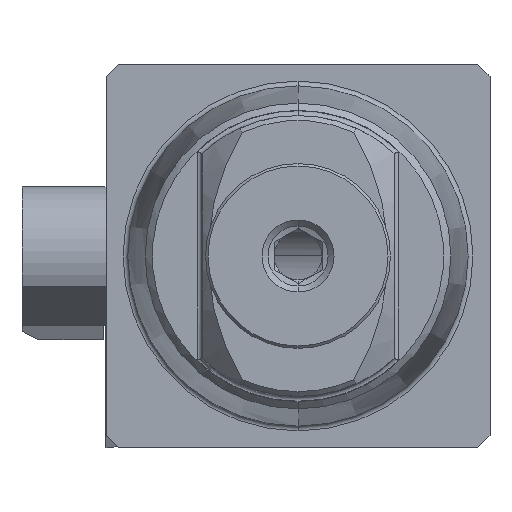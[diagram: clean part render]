
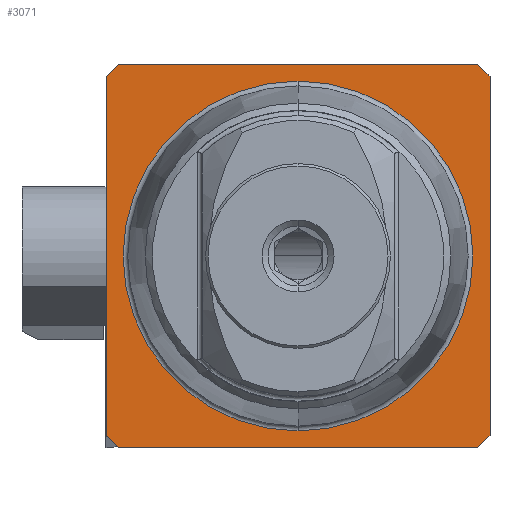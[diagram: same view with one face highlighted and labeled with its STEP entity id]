
A CAD part, left-side view. The second image highlights one B-rep face of the part: STEP entity #3071.
In plain terms, the highlighted planar face has unit normal (-1, 0, 0).
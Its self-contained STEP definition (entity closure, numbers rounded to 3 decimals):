
#93 = DIRECTION ( 'NONE',  ( 0., 0., 1. ) ) ;
#271 = ORIENTED_EDGE ( 'NONE', *, *, #2330, .T. ) ;
#286 = LINE ( 'NONE', #2871, #4822 ) ;
#360 = AXIS2_PLACEMENT_3D ( 'NONE', #5671, #2333, #7692 ) ;
#401 = FACE_BOUND ( 'NONE', #5547, .T. ) ;
#468 = ORIENTED_EDGE ( 'NONE', *, *, #7380, .F. ) ;
#609 = CARTESIAN_POINT ( 'NONE',  ( 0., -7.5, 8. ) ) ;
#686 = ORIENTED_EDGE ( 'NONE', *, *, #4748, .T. ) ;
#748 = CARTESIAN_POINT ( 'NONE',  ( 0., 0., 0. ) ) ;
#923 = CIRCLE ( 'NONE', #4735, 7.287 ) ;
#1195 = DIRECTION ( 'NONE',  ( 0., 0.707, -0.707 ) ) ;
#1214 = EDGE_CURVE ( 'NONE', #5524, #7547, #6752, .T. ) ;
#1346 = VECTOR ( 'NONE', #4750, 1000. ) ;
#1519 = VECTOR ( 'NONE', #7535, 1000. ) ;
#1550 = EDGE_CURVE ( 'NONE', #7357, #1827, #8612, .T. ) ;
#1811 = ORIENTED_EDGE ( 'NONE', *, *, #1550, .T. ) ;
#1827 = VERTEX_POINT ( 'NONE', #8420 ) ;
#2068 = VERTEX_POINT ( 'NONE', #4123 ) ;
#2125 = EDGE_CURVE ( 'NONE', #2424, #2068, #6687, .T. ) ;
#2177 = EDGE_CURVE ( 'NONE', #4097, #8043, #923, .T. ) ;
#2180 = DIRECTION ( 'NONE',  ( 0., 0., 1. ) ) ;
#2212 = ORIENTED_EDGE ( 'NONE', *, *, #1214, .F. ) ;
#2280 = DIRECTION ( 'NONE',  ( 0., 0., 1. ) ) ;
#2330 = EDGE_CURVE ( 'NONE', #5966, #2068, #3290, .T. ) ;
#2333 = DIRECTION ( 'NONE',  ( 1., 0., 0. ) ) ;
#2363 = VERTEX_POINT ( 'NONE', #609 ) ;
#2399 = CARTESIAN_POINT ( 'NONE',  ( 0., 7.5, -8. ) ) ;
#2424 = VERTEX_POINT ( 'NONE', #6628 ) ;
#2533 = DIRECTION ( 'NONE',  ( 0., -0.707, -0.707 ) ) ;
#2642 = DIRECTION ( 'NONE',  ( -1., 0., 0. ) ) ;
#2787 = CARTESIAN_POINT ( 'NONE',  ( 0., -8., 0. ) ) ;
#2792 = DIRECTION ( 'NONE',  ( 0., -0.707, 0.707 ) ) ;
#2871 = CARTESIAN_POINT ( 'NONE',  ( 0., 8., 0. ) ) ;
#3025 = VECTOR ( 'NONE', #2533, 1000. ) ;
#3067 = FACE_OUTER_BOUND ( 'NONE', #3990, .T. ) ;
#3071 = ADVANCED_FACE ( 'NONE', ( #401, #3067 ), #6329, .F. ) ;
#3078 = EDGE_CURVE ( 'NONE', #7357, #2363, #4350, .T. ) ;
#3290 = LINE ( 'NONE', #2399, #3025 ) ;
#3342 = ORIENTED_EDGE ( 'NONE', *, *, #8267, .F. ) ;
#3373 = LINE ( 'NONE', #6132, #1519 ) ;
#3441 = ORIENTED_EDGE ( 'NONE', *, *, #3078, .F. ) ;
#3537 = AXIS2_PLACEMENT_3D ( 'NONE', #748, #2642, #93 ) ;
#3692 = DIRECTION ( 'NONE',  ( 0., -1., 0. ) ) ;
#3708 = EDGE_CURVE ( 'NONE', #2424, #7547, #4112, .T. ) ;
#3718 = CARTESIAN_POINT ( 'NONE',  ( 0., 0., 0. ) ) ;
#3990 = EDGE_LOOP ( 'NONE', ( #3342, #271, #8283, #4156, #2212, #686, #3441, #1811 ) ) ;
#4041 = CARTESIAN_POINT ( 'NONE',  ( 0., 7.287, -8. ) ) ;
#4097 = VERTEX_POINT ( 'NONE', #4883 ) ;
#4112 = LINE ( 'NONE', #7370, #7105 ) ;
#4123 = CARTESIAN_POINT ( 'NONE',  ( 0., 7.5, -8. ) ) ;
#4156 = ORIENTED_EDGE ( 'NONE', *, *, #3708, .T. ) ;
#4187 = DIRECTION ( 'NONE',  ( 0., 0., -1. ) ) ;
#4350 = LINE ( 'NONE', #7038, #8345 ) ;
#4706 = CARTESIAN_POINT ( 'NONE',  ( 0., 7.5, 8. ) ) ;
#4735 = AXIS2_PLACEMENT_3D ( 'NONE', #3718, #4917, #2280 ) ;
#4748 = EDGE_CURVE ( 'NONE', #5524, #2363, #3373, .T. ) ;
#4750 = DIRECTION ( 'NONE',  ( 0., 1., 0. ) ) ;
#4822 = VECTOR ( 'NONE', #2180, 1000. ) ;
#4883 = CARTESIAN_POINT ( 'NONE',  ( 0., 0., 7.287 ) ) ;
#4903 = CARTESIAN_POINT ( 'NONE',  ( 0., 8., -7.5 ) ) ;
#4917 = DIRECTION ( 'NONE',  ( -1., 0., 0. ) ) ;
#4999 = VECTOR ( 'NONE', #1195, 1000. ) ;
#5239 = CIRCLE ( 'NONE', #3537, 7.287 ) ;
#5524 = VERTEX_POINT ( 'NONE', #6697 ) ;
#5547 = EDGE_LOOP ( 'NONE', ( #6483, #468 ) ) ;
#5671 = CARTESIAN_POINT ( 'NONE',  ( 0., 7.287, 0. ) ) ;
#5966 = VERTEX_POINT ( 'NONE', #4903 ) ;
#5989 = VECTOR ( 'NONE', #4187, 1000. ) ;
#6132 = CARTESIAN_POINT ( 'NONE',  ( 0., -7.5, 8. ) ) ;
#6329 = PLANE ( 'NONE',  #360 ) ;
#6399 = CARTESIAN_POINT ( 'NONE',  ( 0., -8., -7.5 ) ) ;
#6483 = ORIENTED_EDGE ( 'NONE', *, *, #2177, .F. ) ;
#6628 = CARTESIAN_POINT ( 'NONE',  ( 0., -7.5, -8. ) ) ;
#6687 = LINE ( 'NONE', #4041, #1346 ) ;
#6697 = CARTESIAN_POINT ( 'NONE',  ( 0., -8., 7.5 ) ) ;
#6752 = LINE ( 'NONE', #2787, #5989 ) ;
#7038 = CARTESIAN_POINT ( 'NONE',  ( 0., 7.287, 8. ) ) ;
#7105 = VECTOR ( 'NONE', #2792, 1000. ) ;
#7169 = CARTESIAN_POINT ( 'NONE',  ( 0., 8., 7.5 ) ) ;
#7357 = VERTEX_POINT ( 'NONE', #4706 ) ;
#7370 = CARTESIAN_POINT ( 'NONE',  ( 0., -8., -7.5 ) ) ;
#7380 = EDGE_CURVE ( 'NONE', #8043, #4097, #5239, .T. ) ;
#7535 = DIRECTION ( 'NONE',  ( 0., 0.707, 0.707 ) ) ;
#7547 = VERTEX_POINT ( 'NONE', #6399 ) ;
#7692 = DIRECTION ( 'NONE',  ( 0., 0., -1. ) ) ;
#8043 = VERTEX_POINT ( 'NONE', #8412 ) ;
#8267 = EDGE_CURVE ( 'NONE', #5966, #1827, #286, .T. ) ;
#8283 = ORIENTED_EDGE ( 'NONE', *, *, #2125, .F. ) ;
#8345 = VECTOR ( 'NONE', #3692, 1000. ) ;
#8412 = CARTESIAN_POINT ( 'NONE',  ( 0., 0., -7.287 ) ) ;
#8420 = CARTESIAN_POINT ( 'NONE',  ( 0., 8., 7.5 ) ) ;
#8612 = LINE ( 'NONE', #7169, #4999 ) ;
